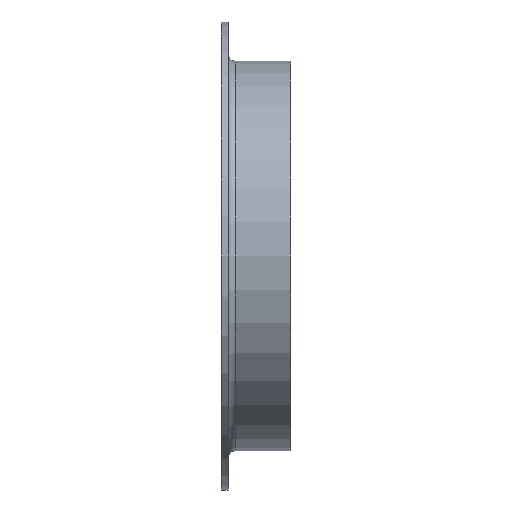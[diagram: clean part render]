
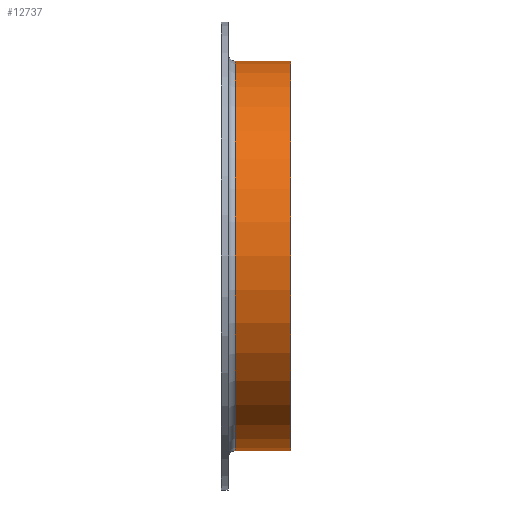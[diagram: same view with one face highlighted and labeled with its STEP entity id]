
A CAD part, front view. The second image highlights one B-rep face of the part: STEP entity #12737.
In plain terms, the highlighted cylindrical face has radius 84.15 mm (diameter 168.3 mm), a full revolution.
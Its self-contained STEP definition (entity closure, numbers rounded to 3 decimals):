
#264 = EDGE_CURVE ( 'NONE', #11775, #11775, #14768, .T. ) ;
#434 = CARTESIAN_POINT ( 'NONE',  ( 6., 0., 84.15 ) ) ;
#785 = AXIS2_PLACEMENT_3D ( 'NONE', #2776, #7129, #6281 ) ;
#980 = FACE_OUTER_BOUND ( 'NONE', #3699, .T. ) ;
#1233 = CARTESIAN_POINT ( 'NONE',  ( 6., 0., 0. ) ) ;
#2245 = DIRECTION ( 'NONE',  ( 0., 0., 1. ) ) ;
#2544 = ORIENTED_EDGE ( 'NONE', *, *, #11954, .T. ) ;
#2696 = CIRCLE ( 'NONE', #6599, 84.15 ) ;
#2776 = CARTESIAN_POINT ( 'NONE',  ( 30., 0., 0. ) ) ;
#3049 = CYLINDRICAL_SURFACE ( 'NONE', #13260, 84.15 ) ;
#3699 = EDGE_LOOP ( 'NONE', ( #4764 ) ) ;
#4117 = DIRECTION ( 'NONE',  ( 0., 0., 1. ) ) ;
#4764 = ORIENTED_EDGE ( 'NONE', *, *, #264, .T. ) ;
#5921 = CARTESIAN_POINT ( 'NONE',  ( 30., 0., 84.15 ) ) ;
#6281 = DIRECTION ( 'NONE',  ( 0., 0., 1. ) ) ;
#6599 = AXIS2_PLACEMENT_3D ( 'NONE', #1233, #15138, #2245 ) ;
#6781 = FACE_OUTER_BOUND ( 'NONE', #15056, .T. ) ;
#7129 = DIRECTION ( 'NONE',  ( -1., 0., 0. ) ) ;
#7609 = VERTEX_POINT ( 'NONE', #434 ) ;
#11775 = VERTEX_POINT ( 'NONE', #5921 ) ;
#11954 = EDGE_CURVE ( 'NONE', #7609, #7609, #2696, .T. ) ;
#12417 = DIRECTION ( 'NONE',  ( -1., 0., 0. ) ) ;
#12737 = ADVANCED_FACE ( 'NONE', ( #6781, #980 ), #3049, .T. ) ;
#13260 = AXIS2_PLACEMENT_3D ( 'NONE', #14671, #12417, #4117 ) ;
#14671 = CARTESIAN_POINT ( 'NONE',  ( 0., 0., 0. ) ) ;
#14768 = CIRCLE ( 'NONE', #785, 84.15 ) ;
#15056 = EDGE_LOOP ( 'NONE', ( #2544 ) ) ;
#15138 = DIRECTION ( 'NONE',  ( 1., 0., 0. ) ) ;
